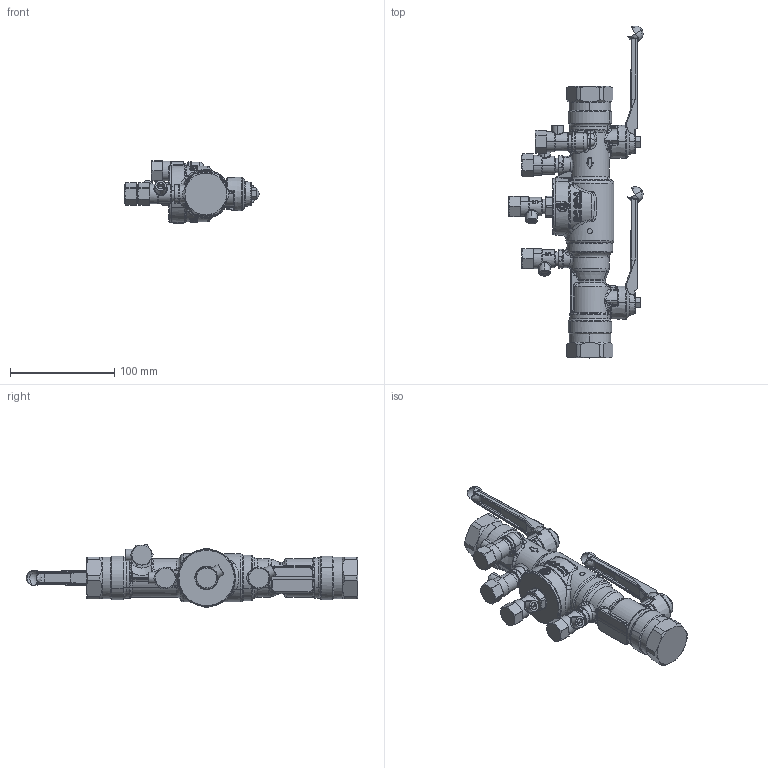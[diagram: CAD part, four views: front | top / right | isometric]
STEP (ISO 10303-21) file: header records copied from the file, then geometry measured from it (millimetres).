
FILE_DESCRIPTION(('CATIA V5 STEP Exchange','CAx-IF Rec.Pracs.--- Model Styling and Organization---1.5--- 2016-08-15','CAx-IF Rec.Pracs.---Supplemental Geometry---1.0---2011-11-01','CAx-IF Rec.Pracs.--- Composite Materials ---3.4---2017-06-13','CAx-IF Rec.Pracs.---Tessellated 3D Geometry---1.0---2015-12-17'),'2;1');
FILE_NAME('STEP_304960A_-_TST.stp','2026-01-23T10:59:21+00:00',('none'),('none'),'CATIA Version 5-6 Release 2020 SP5','CATIA V5 STEP AP242 v2','none');
FILE_SCHEMA(('AP242_MANAGED_MODEL_BASED_3D_ENGINEERING_MIM_LF {1 0 10303 442 1 1 4}'));
Products named in the file (1): 304960A - TST
Bounding box: 128.44 x 317.94 x 59.55 mm (x, y, z)
Volume: 467707.4 mm3; surface area: 82197.2 mm2
Topology: 5 solids, 29 shells, 2899 faces, 7252 edges, 4277 vertices
Faces by surface type: bspline 1192, cylinder 673, plane 474, torus 265, cone 207, sphere 88
Entity records: 149114 total; most frequent: CARTESIAN_POINT 94265, ORIENTED_EDGE 14180, EDGE_CURVE 7090, DIRECTION 5525, VERTEX_POINT 4277, B_SPLINE_CURVE_WITH_KNOTS 3847, EDGE_LOOP 2987, ADVANCED_FACE 2899
